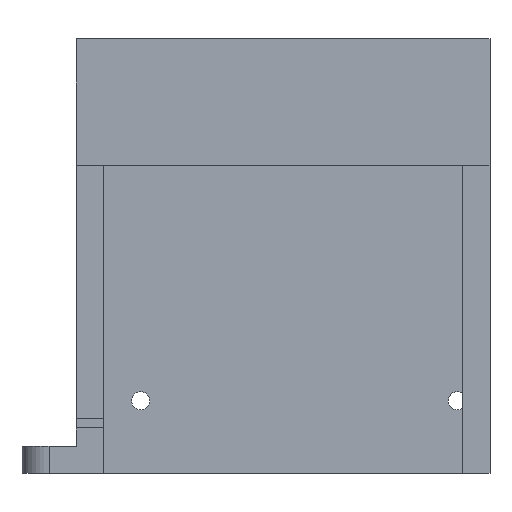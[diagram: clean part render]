
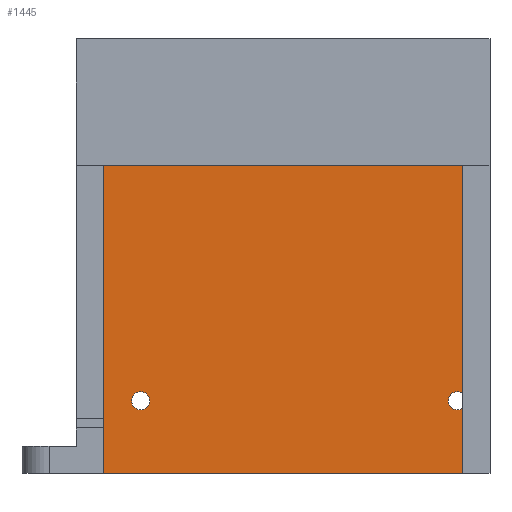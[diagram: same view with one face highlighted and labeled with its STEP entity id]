
A CAD part, left-side view. The second image highlights one B-rep face of the part: STEP entity #1445.
In plain terms, the highlighted planar face has unit normal (-1, 0, 0).
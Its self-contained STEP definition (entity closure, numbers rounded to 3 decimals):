
#51=FACE_BOUND('',#281,.T.);
#52=FACE_BOUND('',#282,.T.);
#90=CIRCLE('',#1508,1.);
#91=CIRCLE('',#1509,1.);
#93=CIRCLE('',#1513,1.);
#94=CIRCLE('',#1514,1.);
#95=CIRCLE('',#1516,1.);
#96=CIRCLE('',#1518,1.);
#203=FACE_OUTER_BOUND('',#280,.T.);
#280=EDGE_LOOP('',(#1246,#1247,#1248,#1249,#1250,#1251,#1252,#1253,#1254,
#1255));
#281=EDGE_LOOP('',(#1256));
#282=EDGE_LOOP('',(#1257));
#315=LINE('',#2019,#458);
#332=LINE('',#2056,#475);
#448=LINE('',#2403,#591);
#449=LINE('',#2404,#592);
#450=LINE('',#2405,#593);
#451=LINE('',#2407,#594);
#458=VECTOR('',#1612,10.);
#475=VECTOR('',#1635,10.);
#591=VECTOR('',#1993,10.);
#592=VECTOR('',#1994,10.);
#593=VECTOR('',#1995,10.);
#594=VECTOR('',#1998,10.);
#600=VERTEX_POINT('',#2016);
#601=VERTEX_POINT('',#2018);
#618=VERTEX_POINT('',#2054);
#648=VERTEX_POINT('',#2156);
#649=VERTEX_POINT('',#2157);
#650=VERTEX_POINT('',#2161);
#651=VERTEX_POINT('',#2166);
#652=VERTEX_POINT('',#2167);
#653=VERTEX_POINT('',#2171);
#654=VERTEX_POINT('',#2176);
#655=VERTEX_POINT('',#2180);
#728=VERTEX_POINT('',#2401);
#735=EDGE_CURVE('',#601,#600,#315,.T.);
#754=EDGE_CURVE('',#618,#600,#332,.T.);
#808=EDGE_CURVE('',#649,#650,#90,.T.);
#809=EDGE_CURVE('',#650,#648,#91,.T.);
#813=EDGE_CURVE('',#652,#653,#93,.T.);
#814=EDGE_CURVE('',#653,#651,#94,.T.);
#816=EDGE_CURVE('',#654,#654,#95,.T.);
#818=EDGE_CURVE('',#655,#655,#96,.T.);
#928=EDGE_CURVE('',#728,#651,#448,.T.);
#929=EDGE_CURVE('',#652,#648,#449,.T.);
#930=EDGE_CURVE('',#649,#618,#450,.T.);
#931=EDGE_CURVE('',#601,#728,#451,.T.);
#1246=ORIENTED_EDGE('',*,*,#808,.T.);
#1247=ORIENTED_EDGE('',*,*,#809,.T.);
#1248=ORIENTED_EDGE('',*,*,#929,.F.);
#1249=ORIENTED_EDGE('',*,*,#813,.T.);
#1250=ORIENTED_EDGE('',*,*,#814,.T.);
#1251=ORIENTED_EDGE('',*,*,#928,.F.);
#1252=ORIENTED_EDGE('',*,*,#931,.F.);
#1253=ORIENTED_EDGE('',*,*,#735,.T.);
#1254=ORIENTED_EDGE('',*,*,#754,.F.);
#1255=ORIENTED_EDGE('',*,*,#930,.F.);
#1256=ORIENTED_EDGE('',*,*,#816,.T.);
#1257=ORIENTED_EDGE('',*,*,#818,.T.);
#1376=PLANE('',#1597);
#1445=ADVANCED_FACE('',(#203,#51,#52),#1376,.T.);
#1508=AXIS2_PLACEMENT_3D('',#2163,#1742,#1743);
#1509=AXIS2_PLACEMENT_3D('',#2164,#1744,#1745);
#1513=AXIS2_PLACEMENT_3D('',#2173,#1754,#1755);
#1514=AXIS2_PLACEMENT_3D('',#2174,#1756,#1757);
#1516=AXIS2_PLACEMENT_3D('',#2178,#1761,#1762);
#1518=AXIS2_PLACEMENT_3D('',#2182,#1766,#1767);
#1597=AXIS2_PLACEMENT_3D('',#2406,#1996,#1997);
#1612=DIRECTION('',(0.,0.,-1.));
#1635=DIRECTION('',(0.,1.,0.));
#1742=DIRECTION('center_axis',(1.,0.,0.));
#1743=DIRECTION('ref_axis',(0.,0.,-1.));
#1744=DIRECTION('center_axis',(1.,0.,0.));
#1745=DIRECTION('ref_axis',(0.,0.,-1.));
#1754=DIRECTION('center_axis',(1.,0.,0.));
#1755=DIRECTION('ref_axis',(0.,0.,-1.));
#1756=DIRECTION('center_axis',(1.,0.,0.));
#1757=DIRECTION('ref_axis',(0.,0.,-1.));
#1761=DIRECTION('center_axis',(1.,0.,0.));
#1762=DIRECTION('ref_axis',(0.,0.,-1.));
#1766=DIRECTION('center_axis',(1.,0.,0.));
#1767=DIRECTION('ref_axis',(0.,0.,-1.));
#1993=DIRECTION('',(0.,0.,-1.));
#1994=DIRECTION('',(0.,0.,-1.));
#1995=DIRECTION('',(0.,0.,-1.));
#1996=DIRECTION('center_axis',(-1.,0.,0.));
#1997=DIRECTION('ref_axis',(0.,1.,0.));
#1998=DIRECTION('',(0.,-1.,0.));
#2016=CARTESIAN_POINT('',(21.,19.95,-45.));
#2018=CARTESIAN_POINT('',(21.,19.95,0.));
#2019=CARTESIAN_POINT('',(21.,19.95,0.));
#2054=CARTESIAN_POINT('',(21.,-19.75,-45.));
#2056=CARTESIAN_POINT('',(21.,-22.75,-45.));
#2156=CARTESIAN_POINT('',(21.,-19.75,-36.2));
#2157=CARTESIAN_POINT('',(21.,-19.75,-37.8));
#2161=CARTESIAN_POINT('',(21.,-19.15,-36.));
#2163=CARTESIAN_POINT('Origin',(21.,-19.15,-37.));
#2164=CARTESIAN_POINT('Origin',(21.,-19.15,-37.));
#2166=CARTESIAN_POINT('',(21.,-19.75,-1.2));
#2167=CARTESIAN_POINT('',(21.,-19.75,-2.8));
#2171=CARTESIAN_POINT('',(21.,-19.15,-1.));
#2173=CARTESIAN_POINT('Origin',(21.,-19.15,-2.));
#2174=CARTESIAN_POINT('Origin',(21.,-19.15,-2.));
#2176=CARTESIAN_POINT('',(21.,15.85,-36.));
#2178=CARTESIAN_POINT('Origin',(21.,15.85,-37.));
#2180=CARTESIAN_POINT('',(21.,15.85,-1.));
#2182=CARTESIAN_POINT('Origin',(21.,15.85,-2.));
#2401=CARTESIAN_POINT('',(21.,-19.75,0.));
#2403=CARTESIAN_POINT('',(21.,-19.75,0.));
#2404=CARTESIAN_POINT('',(21.,-19.75,0.));
#2405=CARTESIAN_POINT('',(21.,-19.75,0.));
#2406=CARTESIAN_POINT('Origin',(21.,-19.75,0.));
#2407=CARTESIAN_POINT('',(21.,-9.825,0.));
